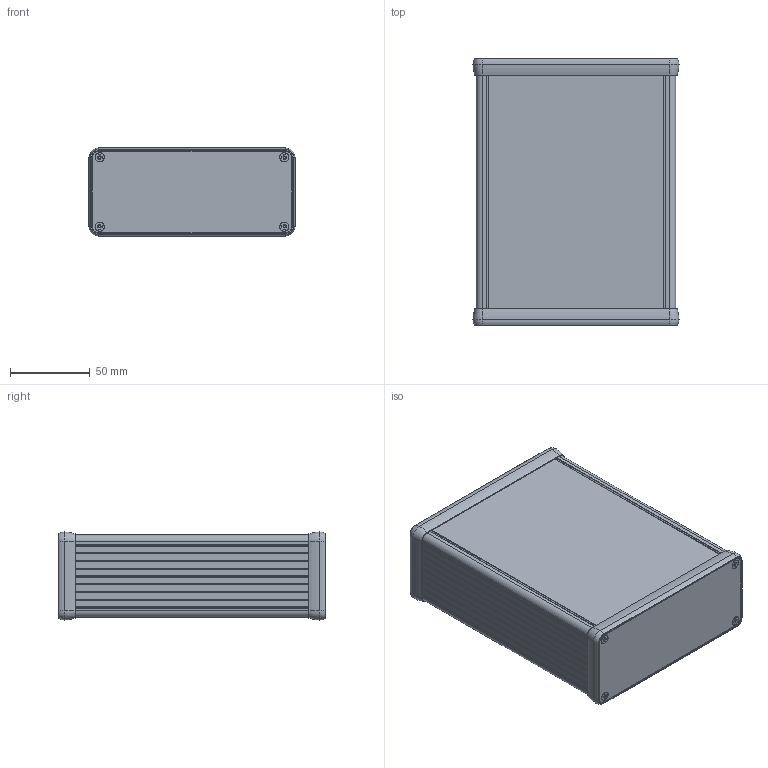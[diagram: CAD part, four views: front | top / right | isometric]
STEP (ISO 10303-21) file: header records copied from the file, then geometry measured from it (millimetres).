
FILE_DESCRIPTION (( 'STEP AP214' ), '1' );
FILE_NAME ('1455Q1601BK.STEP', '2023-10-25T15:01:09', ( 'USER' ), ( '' ), 'SwSTEP 2.0', 'SolidWorks 2016', '' );
FILE_SCHEMA (( 'AUTOMOTIVE_DESIGN' ));
Length unit declared in the file: millimetre
Products named in the file (6): 1455 screw; Q Front Panel; Q Bezel Open; Q Extrusion Cap 160mm; Q Extrusion 160mm; 1455Q1601BK
Assembly tree (14 placements, depth 2):
  1455Q1601BK
    Q Extrusion 160mm
    Q Extrusion Cap 160mm
    Q Bezel Open  x2
    Q Front Panel  x2
    1455 screw  x8
Bounding box: 129 x 167 x 55.13 mm (x, y, z)
Volume: 167976.2 mm3; surface area: 183677.1 mm2
Topology: 14 solids, 14 shells, 804 faces, 2144 edges, 1380 vertices
Faces by surface type: cylinder 342, plane 310, cone 104, bspline 32, torus 16
Entity records: 22707 total; most frequent: CARTESIAN_POINT 3370, DIRECTION 2984, ORIENTED_EDGE 2828, EDGE_CURVE 1414, AXIS2_PLACEMENT_3D 1080, VERTEX_POINT 922, VECTOR 824, LINE 824
